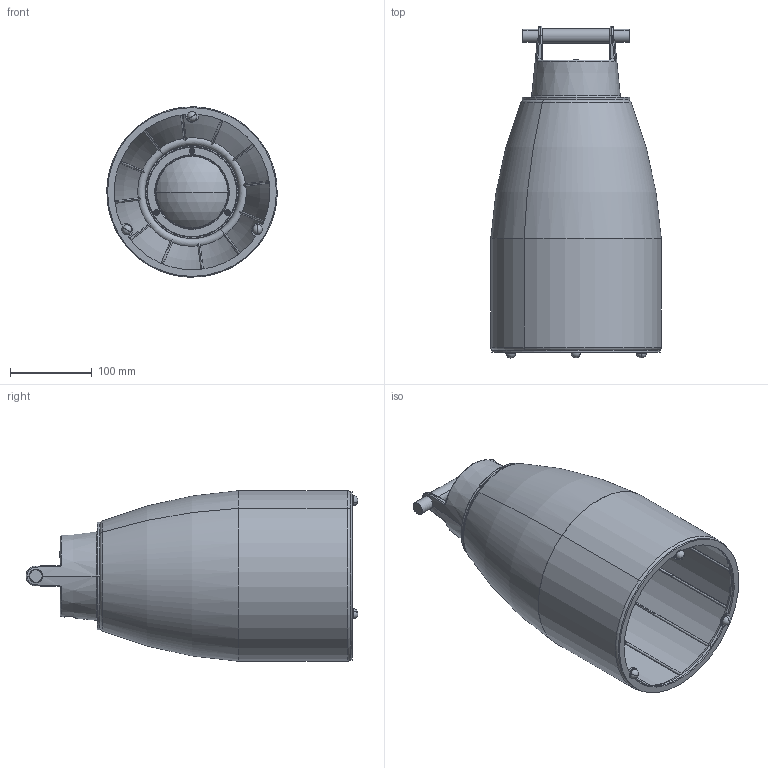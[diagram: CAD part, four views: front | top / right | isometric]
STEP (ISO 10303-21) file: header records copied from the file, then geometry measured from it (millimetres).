
FILE_DESCRIPTION (( 'STEP AP203' ), '1' );
FILE_NAME ('Nans Portable M-41-R 309083yyxxx.STEP', '2022-01-28T11:10:54', ( '' ), ( '' ), 'SwSTEP 2.0', 'SolidWorks 2019', '' );
FILE_SCHEMA (( 'CONFIG_CONTROL_DESIGN' ));
Length unit declared in the file: millimetre
Products named in the file (20): 000-196-007N; 000-309-091 noviembre; 000-309-100; countersunk flat head cross recess screw_din_ISO 7046-1 - M3 x 5 - Z --- 5N; 000-309-101; 000-309-065; 000-D6798J-4.3A2; D934-M4 A2; Nans Portable M-41-R 309083yyxxx; 000-309-079; 000-309-080; 000-309-078; 000-SUB309-007; 000-309-098; 000-309-499; 000-309-097; 000-SUB309-012; 000-309-086; 000-309-083; 000-309-102
Assembly tree (26 placements, depth 3):
  Nans Portable M-41-R 309083yyxxx
    000-SUB309-007
      000-309-079
      000-309-101
      000-309-080
      000-309-078
      000-309-102
      000-309-083  x2
      000-196-007N
      countersunk flat head cross recess screw_din_ISO 7046-1 - M3 x 5 - Z --- 5N  x3
      000-D6798J-4.3A2  x2
      D934-M4 A2  x2
      000-309-098
      000-309-097
    000-309-065
    000-SUB309-012
      000-309-100
      000-309-086  x3
    000-309-499
    000-309-091 noviembre
Bounding box: 208.02 x 404.89 x 208.02 mm (x, y, z)
Volume: 196372.5 mm3; surface area: 579726.8 mm2
Topology: 24 solids, 42 shells, 1174 faces, 2796 edges, 1694 vertices
Faces by surface type: plane 361, cylinder 351, torus 185, bspline 145, cone 117, sphere 15
Entity records: 37445 total; most frequent: CARTESIAN_POINT 12832, DIRECTION 4657, ORIENTED_EDGE 4652, EDGE_CURVE 2328, AXIS2_PLACEMENT_3D 1891, VERTEX_POINT 1440, EDGE_LOOP 1112, FACE_OUTER_BOUND 1000
